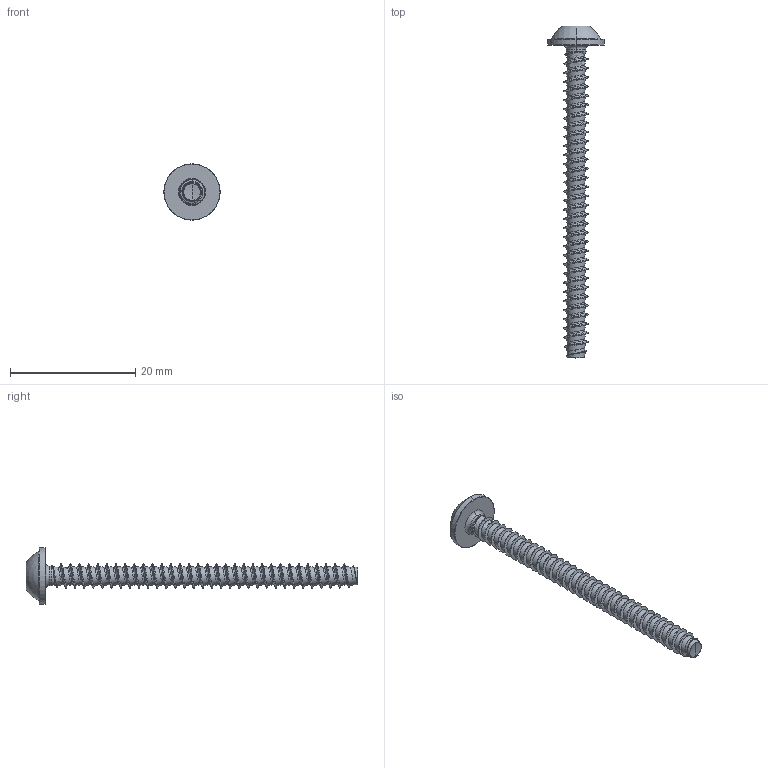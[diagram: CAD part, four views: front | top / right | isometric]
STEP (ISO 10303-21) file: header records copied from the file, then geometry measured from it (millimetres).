
FILE_DESCRIPTION (( 'STEP AP203' ), '1' );
FILE_NAME ('STP380400500.STEP', '2017-08-15T17:52:12', ( '' ), ( '' ), 'SwSTEP 2.0', 'SolidWorks 2015', '' );
FILE_SCHEMA (( 'CONFIG_CONTROL_DESIGN' ));
Products named in the file (1): STP380400500
Bounding box: 9 x 53.1 x 9 mm (x, y, z)
Volume: 482.1 mm3; surface area: 938.8 mm2
Topology: 1 solids, 1 shells, 151 faces, 397 edges, 249 vertices
Faces by surface type: cylinder 91, bspline 35, cone 10, torus 8, sphere 4, plane 3
Entity records: 59485 total; most frequent: CARTESIAN_POINT 56295, ORIENTED_EDGE 790, DIRECTION 473, EDGE_CURVE 395, VERTEX_POINT 249, AXIS2_PLACEMENT_3D 184, B_SPLINE_CURVE_WITH_KNOTS 156, EDGE_LOOP 154
